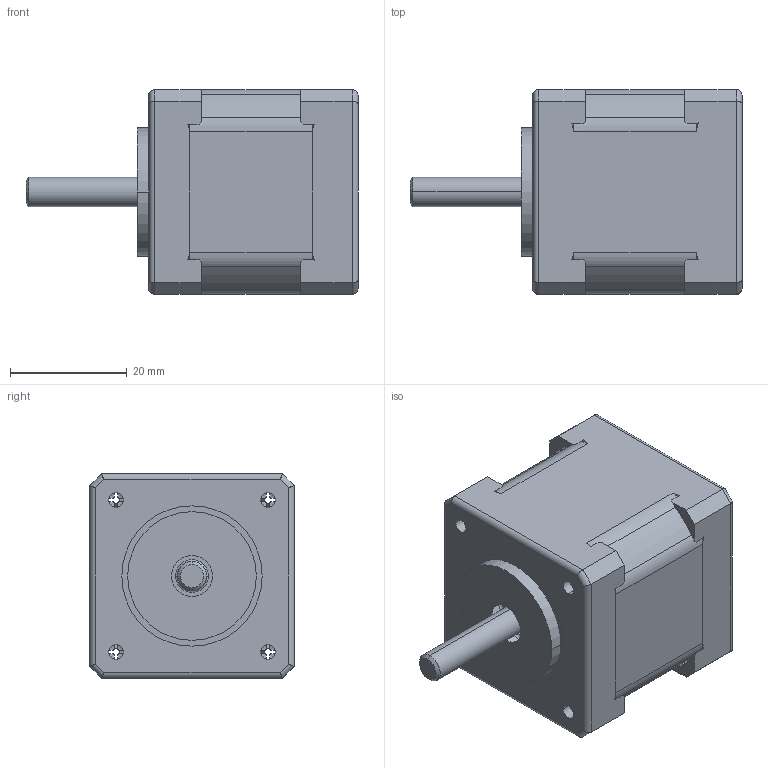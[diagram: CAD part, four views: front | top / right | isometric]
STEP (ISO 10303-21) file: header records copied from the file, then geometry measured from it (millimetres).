
FILE_DESCRIPTION((''),'2;1');
FILE_NAME('0000676623_SW0001','2021-04-14T10:13:18',('xujiajun'),(''),'CREO PARAMETRIC BY PTC INC, 2017110','CREO PARAMETRIC BY PTC INC, 2017110','');
FILE_SCHEMA(('CONFIG_CONTROL_DESIGN'));
Length unit declared in the file: millimetre
Products named in the file (1): 0000676623_SW0001
Bounding box: 56.8 x 35 x 35 mm (x, y, z)
Surface area: 17669 mm2 (no closed solid volume)
Topology: 0 solids, 34 shells, 592 faces, 2255 edges, 1617 vertices
Faces by surface type: plane 342, cylinder 212, torus 22, cone 8, sphere 8
Entity records: 23848 total; most frequent: CARTESIAN_POINT 5310, DIRECTION 3917, ORIENTED_EDGE 3405, EDGE_CURVE 2247, VERTEX_POINT 1617, VECTOR 1337, LINE 1337, AXIS2_PLACEMENT_3D 1290
